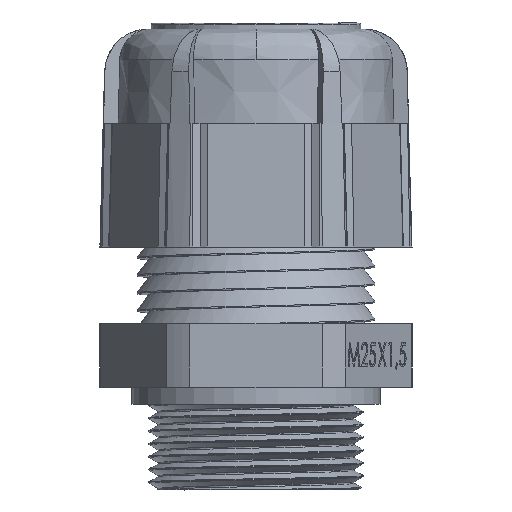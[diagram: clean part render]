
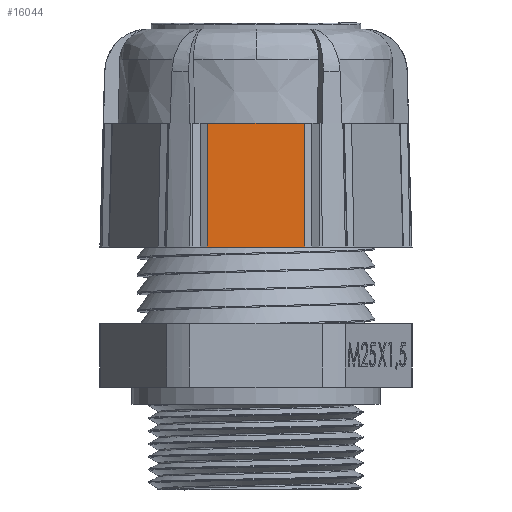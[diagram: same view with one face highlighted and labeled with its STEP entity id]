
A CAD part, front view. The second image highlights one B-rep face of the part: STEP entity #16044.
In plain terms, the highlighted planar face has unit normal (0, -1, 0.026).
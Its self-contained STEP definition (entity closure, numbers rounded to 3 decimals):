
#101 = DIRECTION ( 'NONE',  ( 1., 0., 0. ) ) ;
#328 = CARTESIAN_POINT ( 'NONE',  ( 0., -16.122, 14.437 ) ) ;
#639 = VERTEX_POINT ( 'NONE', #8602 ) ;
#938 = ORIENTED_EDGE ( 'NONE', *, *, #16676, .F. ) ;
#1231 = FACE_OUTER_BOUND ( 'NONE', #3816, .T. ) ;
#1490 = VECTOR ( 'NONE', #9613, 1000. ) ;
#1849 = VECTOR ( 'NONE', #3375, 1000. ) ;
#3375 = DIRECTION ( 'NONE',  ( 1., 0., 0. ) ) ;
#3816 = EDGE_LOOP ( 'NONE', ( #13178, #18345, #17199, #938, #12992 ) ) ;
#6062 = PLANE ( 'NONE',  #18252 ) ;
#6148 = CARTESIAN_POINT ( 'NONE',  ( -5.617, -16.122, 14.438 ) ) ;
#8602 = CARTESIAN_POINT ( 'NONE',  ( 5.617, -16.122, 14.438 ) ) ;
#8904 = DIRECTION ( 'NONE',  ( 0., -0.026, -1. ) ) ;
#9392 = DIRECTION ( 'NONE',  ( -0.006, -0.026, -1. ) ) ;
#9543 = EDGE_CURVE ( 'NONE', #18827, #19869, #16049, .T. ) ;
#9613 = DIRECTION ( 'NONE',  ( -0.006, 0.026, 1. ) ) ;
#9801 = VERTEX_POINT ( 'NONE', #19841 ) ;
#11023 = CARTESIAN_POINT ( 'NONE',  ( 0., -16.5, 0. ) ) ;
#11226 = CARTESIAN_POINT ( 'NONE',  ( 0., -16.122, 14.437 ) ) ;
#12992 = ORIENTED_EDGE ( 'NONE', *, *, #9543, .F. ) ;
#13178 = ORIENTED_EDGE ( 'NONE', *, *, #18741, .T. ) ;
#14059 = CARTESIAN_POINT ( 'NONE',  ( 5.706, -16.5, 0. ) ) ;
#14111 = CARTESIAN_POINT ( 'NONE',  ( 0., -16.122, 14.437 ) ) ;
#14215 = CARTESIAN_POINT ( 'NONE',  ( -5.617, -16.122, 14.438 ) ) ;
#14719 = VECTOR ( 'NONE', #101, 1000. ) ;
#15153 = VERTEX_POINT ( 'NONE', #14059 ) ;
#15304 = VECTOR ( 'NONE', #18900, 1000. ) ;
#15491 = CARTESIAN_POINT ( 'NONE',  ( 0., -16.5, 0. ) ) ;
#15675 = LINE ( 'NONE', #14215, #18745 ) ;
#15910 = CARTESIAN_POINT ( 'NONE',  ( 5.706, -16.5, 0. ) ) ;
#16044 = ADVANCED_FACE ( 'NONE', ( #1231 ), #6062, .T. ) ;
#16049 = LINE ( 'NONE', #11226, #15304 ) ;
#16224 = EDGE_CURVE ( 'NONE', #15153, #639, #18967, .T. ) ;
#16376 = LINE ( 'NONE', #328, #1849 ) ;
#16676 = EDGE_CURVE ( 'NONE', #19869, #639, #16376, .T. ) ;
#17199 = ORIENTED_EDGE ( 'NONE', *, *, #16224, .T. ) ;
#18252 = AXIS2_PLACEMENT_3D ( 'NONE', #15491, #20347, #8904 ) ;
#18345 = ORIENTED_EDGE ( 'NONE', *, *, #20072, .T. ) ;
#18741 = EDGE_CURVE ( 'NONE', #18827, #9801, #15675, .T. ) ;
#18745 = VECTOR ( 'NONE', #9392, 1000. ) ;
#18827 = VERTEX_POINT ( 'NONE', #6148 ) ;
#18900 = DIRECTION ( 'NONE',  ( 1., 0., 0. ) ) ;
#18967 = LINE ( 'NONE', #15910, #1490 ) ;
#19710 = LINE ( 'NONE', #11023, #14719 ) ;
#19841 = CARTESIAN_POINT ( 'NONE',  ( -5.706, -16.5, 0. ) ) ;
#19869 = VERTEX_POINT ( 'NONE', #14111 ) ;
#20072 = EDGE_CURVE ( 'NONE', #9801, #15153, #19710, .T. ) ;
#20347 = DIRECTION ( 'NONE',  ( 0., -1., 0.026 ) ) ;
